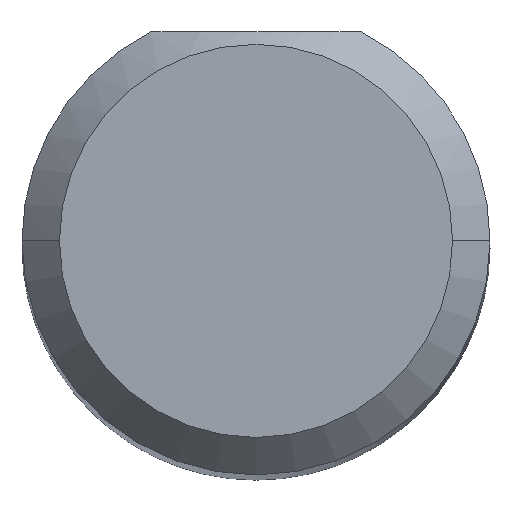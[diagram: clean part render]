
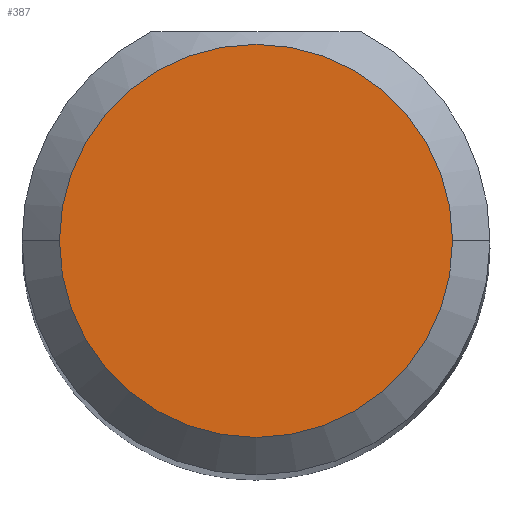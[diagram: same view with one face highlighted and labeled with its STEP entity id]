
A CAD part, top view. The second image highlights one B-rep face of the part: STEP entity #387.
In plain terms, the highlighted planar face has unit normal (0, 0, 1).
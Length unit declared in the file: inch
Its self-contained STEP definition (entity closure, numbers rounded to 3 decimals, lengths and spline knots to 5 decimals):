
#36 = DIRECTION ( 'NONE',  ( 1., 0., 0. ) ) ;
#51 = VERTEX_POINT ( 'NONE', #199 ) ;
#109 = CARTESIAN_POINT ( 'NONE',  ( 0., 0., 2. ) ) ;
#176 = ORIENTED_EDGE ( 'NONE', *, *, #455, .T. ) ;
#185 = CIRCLE ( 'NONE', #334, 0.07875 ) ;
#199 = CARTESIAN_POINT ( 'NONE',  ( -0.07875, 0., 2. ) ) ;
#212 = AXIS2_PLACEMENT_3D ( 'NONE', #109, #366, #528 ) ;
#229 = CIRCLE ( 'NONE', #241, 0.07875 ) ;
#241 = AXIS2_PLACEMENT_3D ( 'NONE', #260, #296, #382 ) ;
#257 = CARTESIAN_POINT ( 'NONE',  ( 0.07875, 0., 2. ) ) ;
#260 = CARTESIAN_POINT ( 'NONE',  ( 0., 0., 2. ) ) ;
#293 = EDGE_CURVE ( 'NONE', #464, #51, #185, .T. ) ;
#296 = DIRECTION ( 'NONE',  ( 0., 0., 1. ) ) ;
#334 = AXIS2_PLACEMENT_3D ( 'NONE', #445, #440, #36 ) ;
#366 = DIRECTION ( 'NONE',  ( 0., 0., 1. ) ) ;
#382 = DIRECTION ( 'NONE',  ( 1., 0., 0. ) ) ;
#387 = ADVANCED_FACE ( 'NONE', ( #522 ), #530, .T. ) ;
#395 = ORIENTED_EDGE ( 'NONE', *, *, #293, .T. ) ;
#430 = EDGE_LOOP ( 'NONE', ( #176, #395 ) ) ;
#440 = DIRECTION ( 'NONE',  ( 0., 0., 1. ) ) ;
#445 = CARTESIAN_POINT ( 'NONE',  ( 0., 0., 2. ) ) ;
#455 = EDGE_CURVE ( 'NONE', #51, #464, #229, .T. ) ;
#464 = VERTEX_POINT ( 'NONE', #257 ) ;
#522 = FACE_OUTER_BOUND ( 'NONE', #430, .T. ) ;
#528 = DIRECTION ( 'NONE',  ( 1., 0., 0. ) ) ;
#530 = PLANE ( 'NONE',  #212 ) ;
